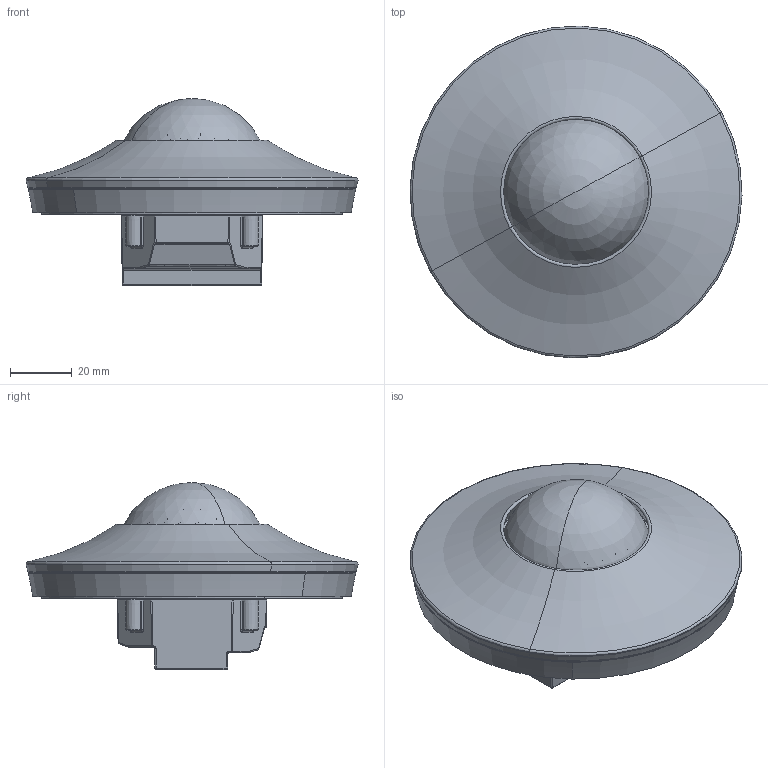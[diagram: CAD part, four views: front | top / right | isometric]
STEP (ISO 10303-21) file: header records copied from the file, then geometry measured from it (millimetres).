
FILE_DESCRIPTION(('CATIA V5 STEP Exchange'),'2;1');
FILE_NAME('BIM_01-PM-1-1-00-000-A05-120109_3D_ZSB_08M_UG01_UG02_UG03_ALLCATPART.stp','2015-08-20T13:01:54+00:00',('none'),('none'),'CATIA Version 5 Release 19 SP 3 (IN-10)','CATIA V5 STEP AP214','none');
FILE_SCHEMA(('AUTOMOTIVE_DESIGN { 1 0 10303 214 1 1 1 1 }'));
Length unit declared in the file: millimetre
Products named in the file (1): BIM_01-PM-1-1-00-000-A05-120109_3D_ZSB_08M_UG01_UG02_UG03_AllCATPart
Bounding box: 107.91 x 107.91 x 60.8 mm (x, y, z)
Volume: 52233.9 mm3; surface area: 92733.5 mm2
Topology: 6 solids, 6 shells, 2986 faces, 7622 edges, 4275 vertices
Faces by surface type: cylinder 719, plane 682, bspline 452, sphere 435, torus 391, cone 300, extrusion 5, revolution 2
Entity records: 108489 total; most frequent: CARTESIAN_POINT 48859, ORIENTED_EDGE 14356, DIRECTION 8451, EDGE_CURVE 7178, AXIS2_PLACEMENT_3D 4513, VERTEX_POINT 4275, EDGE_LOOP 3107, ADVANCED_FACE 2986
